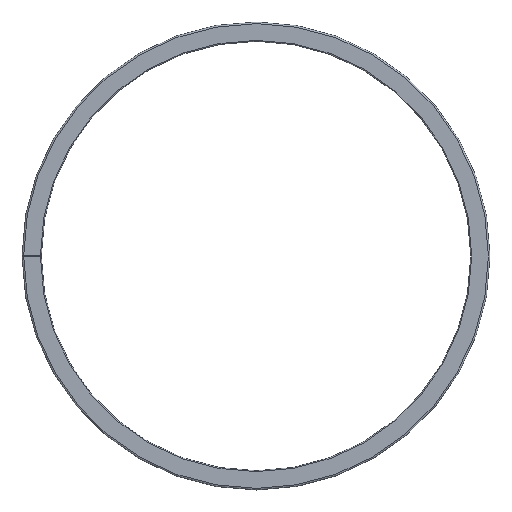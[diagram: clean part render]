
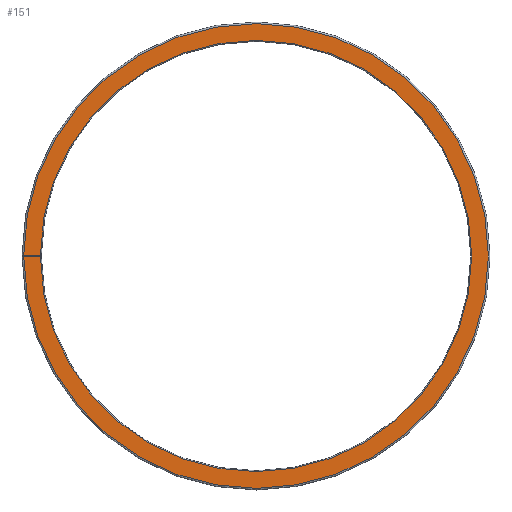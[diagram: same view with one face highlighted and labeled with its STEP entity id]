
A CAD part, left-side view. The second image highlights one B-rep face of the part: STEP entity #151.
In plain terms, the highlighted planar face has unit normal (-1, 0, 0).
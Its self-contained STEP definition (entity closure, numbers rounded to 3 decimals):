
#151=ADVANCED_FACE('',(#208),#188,.T.);
#188=PLANE('',#1057);
#208=FACE_OUTER_BOUND('',#256,.T.);
#256=EDGE_LOOP('',(#523,#524,#525,#526));
#347=CIRCLE('',#1054,319.35);
#348=CIRCLE('',#1056,296.35);
#523=ORIENTED_EDGE('',*,*,#807,.F.);
#524=ORIENTED_EDGE('',*,*,#853,.F.);
#525=ORIENTED_EDGE('',*,*,#757,.T.);
#526=ORIENTED_EDGE('',*,*,#854,.T.);
#665=VERTEX_POINT('',#1467);
#666=VERTEX_POINT('',#1469);
#714=VERTEX_POINT('',#1568);
#715=VERTEX_POINT('',#1570);
#757=EDGE_CURVE('',#666,#665,#890,.T.);
#807=EDGE_CURVE('',#714,#715,#915,.T.);
#853=EDGE_CURVE('',#666,#714,#347,.T.);
#854=EDGE_CURVE('',#665,#715,#348,.T.);
#890=LINE('',#1468,#938);
#915=LINE('',#1569,#963);
#938=VECTOR('',#1137,1.);
#963=VECTOR('',#1216,1.);
#1054=AXIS2_PLACEMENT_3D('',#1659,#1314,#1315);
#1056=AXIS2_PLACEMENT_3D('',#1661,#1318,#1319);
#1057=AXIS2_PLACEMENT_3D('',#1662,#1320,#1321);
#1137=DIRECTION('',(0.,-1.,-0.003));
#1216=DIRECTION('',(0.,-1.,0.003));
#1314=DIRECTION('',(1.,0.,0.));
#1315=DIRECTION('',(0.,0.,-1.));
#1318=DIRECTION('',(1.,0.,0.));
#1319=DIRECTION('',(0.,0.,-1.));
#1320=DIRECTION('',(-1.,0.,0.));
#1321=DIRECTION('',(0.,0.,1.));
#1467=CARTESIAN_POINT('',(0.,1.248,1.034));
#1468=CARTESIAN_POINT('',(0.,24.248,1.115));
#1469=CARTESIAN_POINT('',(0.,24.248,1.115));
#1568=CARTESIAN_POINT('',(0.,24.248,-1.115));
#1569=CARTESIAN_POINT('',(0.,24.248,-1.115));
#1570=CARTESIAN_POINT('',(0.,1.248,-1.034));
#1659=CARTESIAN_POINT('',(0.,-295.1,0.));
#1661=CARTESIAN_POINT('',(0.,-295.1,0.));
#1662=CARTESIAN_POINT('',(0.,24.248,1.115));
